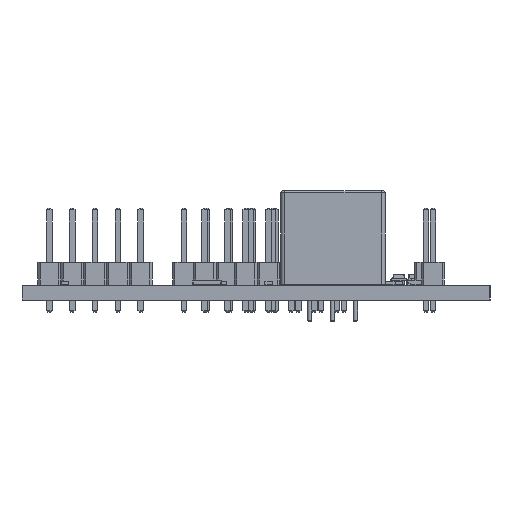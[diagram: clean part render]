
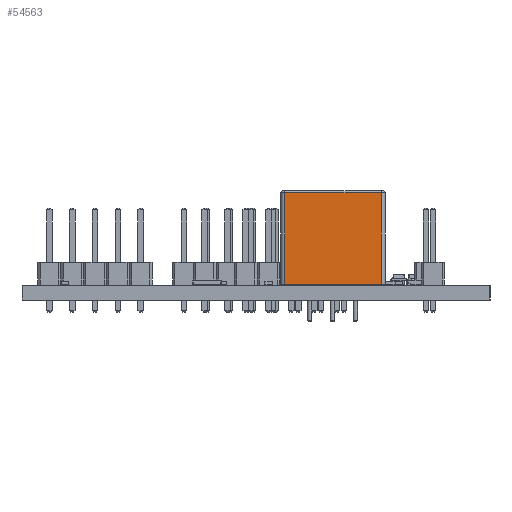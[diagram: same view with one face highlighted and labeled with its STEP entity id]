
A CAD part, left-side view. The second image highlights one B-rep face of the part: STEP entity #54563.
In plain terms, the highlighted face is planar.
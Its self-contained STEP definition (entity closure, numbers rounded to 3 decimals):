
#54023 = PLANE('',#54024);
#54024 = AXIS2_PLACEMENT_3D('',#54025,#54026,#54027);
#54025 = CARTESIAN_POINT('',(2.49,2.25,0.1));
#54026 = DIRECTION('',(0.,0.,-1.));
#54027 = DIRECTION('',(-1.,0.,0.));
#54218 = VERTEX_POINT('',#54219);
#54219 = CARTESIAN_POINT('',(-2.885,6.5,0.1));
#54234 = CYLINDRICAL_SURFACE('',#54235,0.425);
#54235 = AXIS2_PLACEMENT_3D('',#54236,#54237,#54238);
#54236 = CARTESIAN_POINT('',(-2.885,6.075,0.1));
#54237 = DIRECTION('',(0.,0.,1.));
#54238 = DIRECTION('',(-1.,0.,0.));
#54246 = EDGE_CURVE('',#54218,#54247,#54249,.T.);
#54247 = VERTEX_POINT('',#54248);
#54248 = CARTESIAN_POINT('',(7.865,6.5,0.1));
#54249 = SURFACE_CURVE('',#54250,(#54254,#54261),.PCURVE_S1.);
#54250 = LINE('',#54251,#54252);
#54251 = CARTESIAN_POINT('',(-3.31,6.5,0.1));
#54252 = VECTOR('',#54253,1.);
#54253 = DIRECTION('',(1.,0.,0.));
#54254 = PCURVE('',#54023,#54255);
#54255 = DEFINITIONAL_REPRESENTATION('',(#54256),#54260);
#54256 = LINE('',#54257,#54258);
#54257 = CARTESIAN_POINT('',(5.8,4.25));
#54258 = VECTOR('',#54259,1.);
#54259 = DIRECTION('',(-1.,0.));
#54260 = ( GEOMETRIC_REPRESENTATION_CONTEXT(2) 
PARAMETRIC_REPRESENTATION_CONTEXT() REPRESENTATION_CONTEXT('2D SPACE',''
  ) );
#54261 = PCURVE('',#54262,#54267);
#54262 = PLANE('',#54263);
#54263 = AXIS2_PLACEMENT_3D('',#54264,#54265,#54266);
#54264 = CARTESIAN_POINT('',(-3.31,6.5,0.1));
#54265 = DIRECTION('',(0.,1.,0.));
#54266 = DIRECTION('',(1.,0.,0.));
#54267 = DEFINITIONAL_REPRESENTATION('',(#54268),#54272);
#54268 = LINE('',#54269,#54270);
#54269 = CARTESIAN_POINT('',(0.,0.));
#54270 = VECTOR('',#54271,1.);
#54271 = DIRECTION('',(1.,0.));
#54272 = ( GEOMETRIC_REPRESENTATION_CONTEXT(2) 
PARAMETRIC_REPRESENTATION_CONTEXT() REPRESENTATION_CONTEXT('2D SPACE',''
  ) );
#54293 = CYLINDRICAL_SURFACE('',#54294,0.425);
#54294 = AXIS2_PLACEMENT_3D('',#54295,#54296,#54297);
#54295 = CARTESIAN_POINT('',(7.865,6.075,0.1));
#54296 = DIRECTION('',(0.,0.,1.));
#54297 = DIRECTION('',(1.,0.,0.));
#54459 = EDGE_CURVE('',#54247,#54460,#54462,.T.);
#54460 = VERTEX_POINT('',#54461);
#54461 = CARTESIAN_POINT('',(7.865,6.5,10.288));
#54462 = SURFACE_CURVE('',#54463,(#54467,#54474),.PCURVE_S1.);
#54463 = LINE('',#54464,#54465);
#54464 = CARTESIAN_POINT('',(7.865,6.5,0.1));
#54465 = VECTOR('',#54466,1.);
#54466 = DIRECTION('',(0.,0.,1.));
#54467 = PCURVE('',#54293,#54468);
#54468 = DEFINITIONAL_REPRESENTATION('',(#54469),#54473);
#54469 = LINE('',#54470,#54471);
#54470 = CARTESIAN_POINT('',(1.571,0.));
#54471 = VECTOR('',#54472,1.);
#54472 = DIRECTION('',(0.,1.));
#54473 = ( GEOMETRIC_REPRESENTATION_CONTEXT(2) 
PARAMETRIC_REPRESENTATION_CONTEXT() REPRESENTATION_CONTEXT('2D SPACE',''
  ) );
#54474 = PCURVE('',#54262,#54475);
#54475 = DEFINITIONAL_REPRESENTATION('',(#54476),#54480);
#54476 = LINE('',#54477,#54478);
#54477 = CARTESIAN_POINT('',(11.175,0.));
#54478 = VECTOR('',#54479,1.);
#54479 = DIRECTION('',(0.,-1.));
#54480 = ( GEOMETRIC_REPRESENTATION_CONTEXT(2) 
PARAMETRIC_REPRESENTATION_CONTEXT() REPRESENTATION_CONTEXT('2D SPACE',''
  ) );
#54563 = ADVANCED_FACE('',(#54564),#54262,.T.);
#54564 = FACE_BOUND('',#54565,.T.);
#54565 = EDGE_LOOP('',(#54566,#54567,#54568,#54591));
#54566 = ORIENTED_EDGE('',*,*,#54459,.F.);
#54567 = ORIENTED_EDGE('',*,*,#54246,.F.);
#54568 = ORIENTED_EDGE('',*,*,#54569,.T.);
#54569 = EDGE_CURVE('',#54218,#54570,#54572,.T.);
#54570 = VERTEX_POINT('',#54571);
#54571 = CARTESIAN_POINT('',(-2.885,6.5,10.288));
#54572 = SURFACE_CURVE('',#54573,(#54577,#54584),.PCURVE_S1.);
#54573 = LINE('',#54574,#54575);
#54574 = CARTESIAN_POINT('',(-2.885,6.5,0.1));
#54575 = VECTOR('',#54576,1.);
#54576 = DIRECTION('',(0.,0.,1.));
#54577 = PCURVE('',#54262,#54578);
#54578 = DEFINITIONAL_REPRESENTATION('',(#54579),#54583);
#54579 = LINE('',#54580,#54581);
#54580 = CARTESIAN_POINT('',(0.425,0.));
#54581 = VECTOR('',#54582,1.);
#54582 = DIRECTION('',(0.,-1.));
#54583 = ( GEOMETRIC_REPRESENTATION_CONTEXT(2) 
PARAMETRIC_REPRESENTATION_CONTEXT() REPRESENTATION_CONTEXT('2D SPACE',''
  ) );
#54584 = PCURVE('',#54234,#54585);
#54585 = DEFINITIONAL_REPRESENTATION('',(#54586),#54590);
#54586 = LINE('',#54587,#54588);
#54587 = CARTESIAN_POINT('',(4.712,0.));
#54588 = VECTOR('',#54589,1.);
#54589 = DIRECTION('',(0.,1.));
#54590 = ( GEOMETRIC_REPRESENTATION_CONTEXT(2) 
PARAMETRIC_REPRESENTATION_CONTEXT() REPRESENTATION_CONTEXT('2D SPACE',''
  ) );
#54591 = ORIENTED_EDGE('',*,*,#54592,.T.);
#54592 = EDGE_CURVE('',#54570,#54460,#54593,.T.);
#54593 = SURFACE_CURVE('',#54594,(#54598,#54605),.PCURVE_S1.);
#54594 = LINE('',#54595,#54596);
#54595 = CARTESIAN_POINT('',(-2.885,6.5,10.288));
#54596 = VECTOR('',#54597,1.);
#54597 = DIRECTION('',(1.,0.,0.));
#54598 = PCURVE('',#54262,#54599);
#54599 = DEFINITIONAL_REPRESENTATION('',(#54600),#54604);
#54600 = LINE('',#54601,#54602);
#54601 = CARTESIAN_POINT('',(0.425,-10.188));
#54602 = VECTOR('',#54603,1.);
#54603 = DIRECTION('',(1.,0.));
#54604 = ( GEOMETRIC_REPRESENTATION_CONTEXT(2) 
PARAMETRIC_REPRESENTATION_CONTEXT() REPRESENTATION_CONTEXT('2D SPACE',''
  ) );
#54605 = PCURVE('',#54606,#54611);
#54606 = CYLINDRICAL_SURFACE('',#54607,0.213);
#54607 = AXIS2_PLACEMENT_3D('',#54608,#54609,#54610);
#54608 = CARTESIAN_POINT('',(-2.885,6.288,10.288));
#54609 = DIRECTION('',(1.,0.,0.));
#54610 = DIRECTION('',(0.,1.,0.));
#54611 = DEFINITIONAL_REPRESENTATION('',(#54612),#54616);
#54612 = LINE('',#54613,#54614);
#54613 = CARTESIAN_POINT('',(0.,0.));
#54614 = VECTOR('',#54615,1.);
#54615 = DIRECTION('',(0.,1.));
#54616 = ( GEOMETRIC_REPRESENTATION_CONTEXT(2) 
PARAMETRIC_REPRESENTATION_CONTEXT() REPRESENTATION_CONTEXT('2D SPACE',''
  ) );
